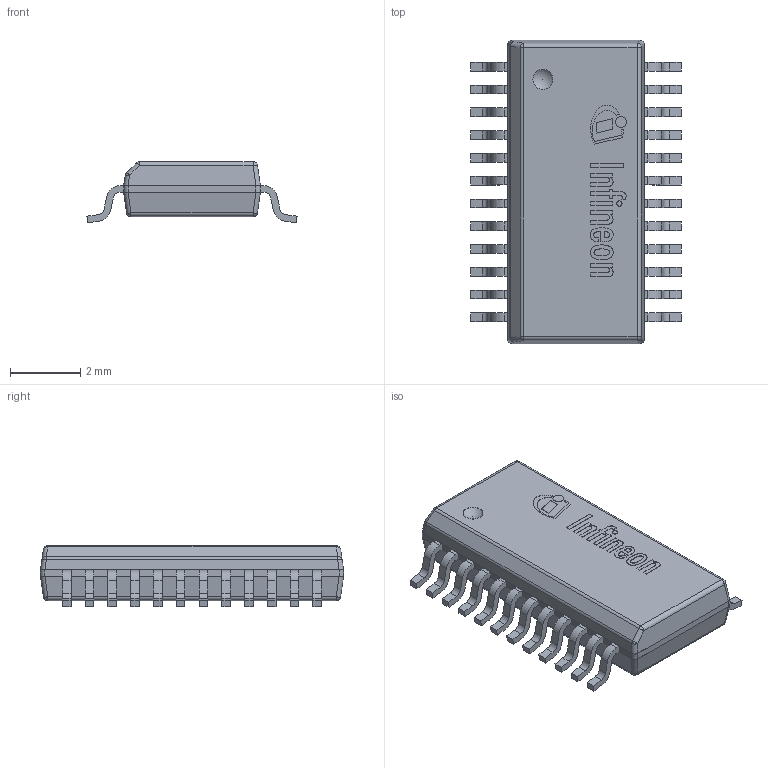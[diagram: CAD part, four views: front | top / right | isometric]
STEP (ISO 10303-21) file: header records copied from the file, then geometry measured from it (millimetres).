
FILE_DESCRIPTION(/* description */ (''),/* implementation_level */ '2;1');
FILE_NAME(/* name */ 'PG-SSOP-24-7_Z8B00022812_V05_SPO.stp',/* time_stamp */ '2024-08-28T17:14:24+05:30',/* author */ ('Sivamani'),/* organization */ (''),/* preprocessor_version */ 'ST-DEVELOPER v19.2',/* originating_system */ 'AutoCAD Mechanical',/* authorisation */ '');
FILE_SCHEMA (('AUTOMOTIVE_DESIGN { 1 0 10303 214 3 1 1 }'));
Length unit declared in the file: millimetre
Products named in the file (1): Product
Bounding box: 6 x 8.65 x 1.76 mm (x, y, z)
Volume: 52.7 mm3; surface area: 273.3 mm2
Topology: 41 solids, 41 shells, 599 faces, 1528 edges, 1007 vertices
Faces by surface type: plane 346, cylinder 238, sphere 15
Full cylindrical faces by diameter (mm): 0.15 x1, 0.309 x1, 0.571 x3
Entity records: 18134 total; most frequent: DIRECTION 3204, CARTESIAN_POINT 3130, ORIENTED_EDGE 3046, EDGE_CURVE 1523, AXIS2_PLACEMENT_3D 1081, LINE 1042, VECTOR 1042, VERTEX_POINT 1007
